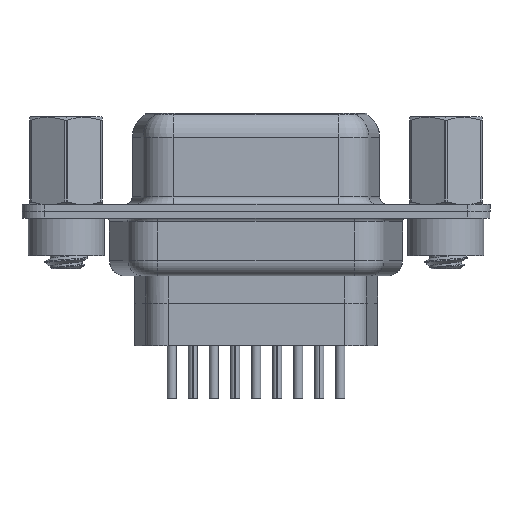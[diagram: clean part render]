
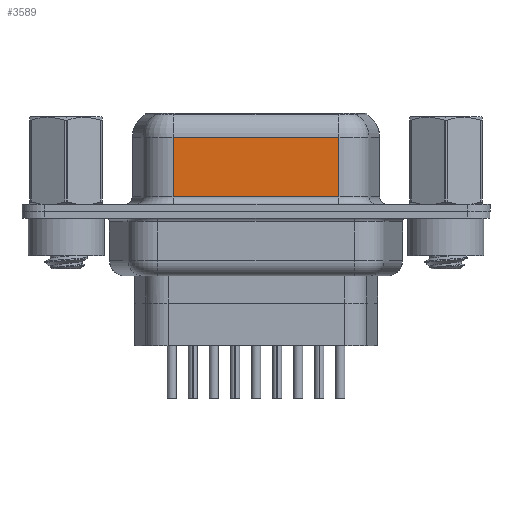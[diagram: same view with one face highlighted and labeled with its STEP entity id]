
A CAD part, front view. The second image highlights one B-rep face of the part: STEP entity #3589.
In plain terms, the highlighted planar face has unit normal (0, -1, 0).
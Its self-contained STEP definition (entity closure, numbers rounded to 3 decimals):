
#847 = EDGE_LOOP ( 'NONE', ( #18203, #13863, #23629, #9642 ) ) ;
#2558 = EDGE_CURVE ( 'NONE', #5254, #11012, #26851, .T. ) ;
#3070 = CARTESIAN_POINT ( 'NONE',  ( 7.033, -3.95, 6.6 ) ) ;
#3191 = DIRECTION ( 'NONE',  ( 0., 1., 0. ) ) ;
#3589 = ADVANCED_FACE ( 'NONE', ( #17851 ), #15277, .F. ) ;
#4294 = CARTESIAN_POINT ( 'NONE',  ( 17.957, -3.95, 0.95 ) ) ;
#4580 = EDGE_CURVE ( 'NONE', #9768, #22292, #25230, .T. ) ;
#5254 = VERTEX_POINT ( 'NONE', #8126 ) ;
#5956 = VECTOR ( 'NONE', #7708, 1000. ) ;
#7445 = CARTESIAN_POINT ( 'NONE',  ( 7.033, -3.95, 0.95 ) ) ;
#7708 = DIRECTION ( 'NONE',  ( 0., 0., -1. ) ) ;
#8126 = CARTESIAN_POINT ( 'NONE',  ( 17.957, -3.95, 4.85 ) ) ;
#8698 = DIRECTION ( 'NONE',  ( 0., 0., -1. ) ) ;
#9642 = ORIENTED_EDGE ( 'NONE', *, *, #4580, .T. ) ;
#9768 = VERTEX_POINT ( 'NONE', #7445 ) ;
#10732 = CARTESIAN_POINT ( 'NONE',  ( 17.957, -3.95, 0.95 ) ) ;
#10773 = VECTOR ( 'NONE', #8698, 1000. ) ;
#11012 = VERTEX_POINT ( 'NONE', #18035 ) ;
#11028 = DIRECTION ( 'NONE',  ( 1., 0., 0. ) ) ;
#11985 = LINE ( 'NONE', #3070, #5956 ) ;
#13503 = CARTESIAN_POINT ( 'NONE',  ( 17.957, -3.95, 6.6 ) ) ;
#13863 = ORIENTED_EDGE ( 'NONE', *, *, #2558, .T. ) ;
#14448 = VECTOR ( 'NONE', #26973, 1000. ) ;
#14969 = EDGE_CURVE ( 'NONE', #5254, #22292, #21295, .T. ) ;
#15277 = PLANE ( 'NONE',  #26310 ) ;
#17851 = FACE_OUTER_BOUND ( 'NONE', #847, .T. ) ;
#18035 = CARTESIAN_POINT ( 'NONE',  ( 7.033, -3.95, 4.85 ) ) ;
#18203 = ORIENTED_EDGE ( 'NONE', *, *, #14969, .F. ) ;
#19525 = CARTESIAN_POINT ( 'NONE',  ( 17.957, -3.95, 6.6 ) ) ;
#20694 = CARTESIAN_POINT ( 'NONE',  ( 17.957, -3.95, 4.85 ) ) ;
#21295 = LINE ( 'NONE', #19525, #10773 ) ;
#21996 = EDGE_CURVE ( 'NONE', #11012, #9768, #11985, .T. ) ;
#22292 = VERTEX_POINT ( 'NONE', #10732 ) ;
#23629 = ORIENTED_EDGE ( 'NONE', *, *, #21996, .T. ) ;
#23863 = DIRECTION ( 'NONE',  ( 0., 0., 1. ) ) ;
#24617 = VECTOR ( 'NONE', #11028, 1000. ) ;
#25230 = LINE ( 'NONE', #4294, #24617 ) ;
#26310 = AXIS2_PLACEMENT_3D ( 'NONE', #13503, #3191, #23863 ) ;
#26851 = LINE ( 'NONE', #20694, #14448 ) ;
#26973 = DIRECTION ( 'NONE',  ( -1., 0., 0. ) ) ;
